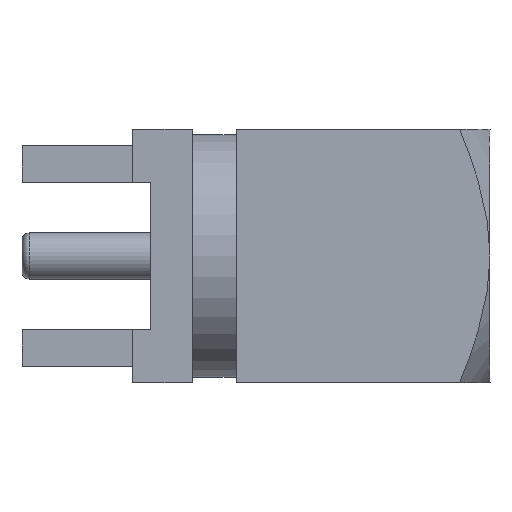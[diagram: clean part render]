
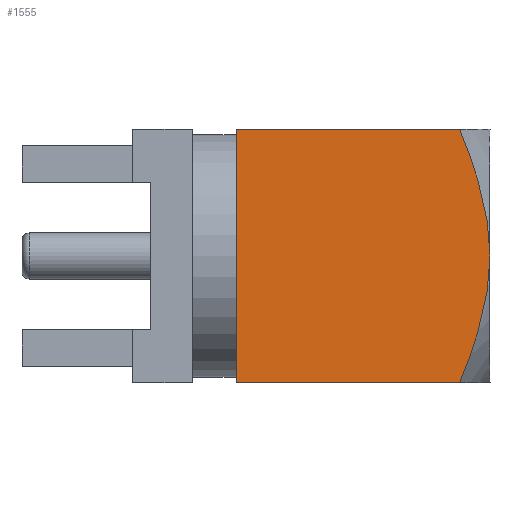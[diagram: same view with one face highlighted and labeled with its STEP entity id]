
A CAD part, left-side view. The second image highlights one B-rep face of the part: STEP entity #1555.
In plain terms, the highlighted planar face has unit normal (-1, 0, 0).
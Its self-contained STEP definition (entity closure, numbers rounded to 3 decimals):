
#34=(
BOUNDED_CURVE()
B_SPLINE_CURVE(2,(#3394,#3395,#3396),.UNSPECIFIED.,.F.,.F.)
B_SPLINE_CURVE_WITH_KNOTS((3,3),(0.924,1.879),
 .UNSPECIFIED.)
CURVE()
GEOMETRIC_REPRESENTATION_ITEM()
RATIONAL_B_SPLINE_CURVE((2.468,2.979,2.979))
REPRESENTATION_ITEM('')
);
#35=(
BOUNDED_CURVE()
B_SPLINE_CURVE(2,(#3398,#3399,#3400),.UNSPECIFIED.,.F.,.F.)
B_SPLINE_CURVE_WITH_KNOTS((3,3),(1.879,2.834),
 .UNSPECIFIED.)
CURVE()
GEOMETRIC_REPRESENTATION_ITEM()
RATIONAL_B_SPLINE_CURVE((2.979,2.979,2.468))
REPRESENTATION_ITEM('')
);
#61=PLANE('',#1706);
#153=FACE_OUTER_BOUND('',#242,.T.);
#242=EDGE_LOOP('',(#1242,#1243,#1244,#1245,#1246));
#464=LINE('',#3392,#596);
#465=LINE('',#3402,#597);
#466=LINE('',#3403,#598);
#596=VECTOR('',#2012,1000.);
#597=VECTOR('',#2013,1000.);
#598=VECTOR('',#2014,1000.);
#771=VERTEX_POINT('',#3390);
#772=VERTEX_POINT('',#3391);
#773=VERTEX_POINT('',#3393);
#774=VERTEX_POINT('',#3397);
#775=VERTEX_POINT('',#3401);
#960=EDGE_CURVE('',#771,#772,#464,.T.);
#961=EDGE_CURVE('',#772,#773,#34,.T.);
#962=EDGE_CURVE('',#773,#774,#35,.T.);
#963=EDGE_CURVE('',#774,#775,#465,.T.);
#964=EDGE_CURVE('',#775,#771,#466,.T.);
#1242=ORIENTED_EDGE('',*,*,#960,.T.);
#1243=ORIENTED_EDGE('',*,*,#961,.T.);
#1244=ORIENTED_EDGE('',*,*,#962,.T.);
#1245=ORIENTED_EDGE('',*,*,#963,.T.);
#1246=ORIENTED_EDGE('',*,*,#964,.T.);
#1555=ADVANCED_FACE('',(#153),#61,.T.);
#1706=AXIS2_PLACEMENT_3D('',#3389,#2010,#2011);
#2010=DIRECTION('center_axis',(-1.,0.,0.));
#2011=DIRECTION('ref_axis',(0.,0.,1.));
#2012=DIRECTION('',(0.,-1.,0.));
#2013=DIRECTION('',(0.,1.,0.));
#2014=DIRECTION('',(0.,0.,-1.));
#3389=CARTESIAN_POINT('Origin',(-3.5,-3.5,-3.5));
#3390=CARTESIAN_POINT('',(-3.5,3.5,-3.5));
#3391=CARTESIAN_POINT('',(-3.5,-2.663,-3.5));
#3392=CARTESIAN_POINT('',(-3.5,-3.5,-3.5));
#3393=CARTESIAN_POINT('',(-3.5,-3.5,0.));
#3394=CARTESIAN_POINT('Ctrl Pts',(-3.5,-2.663,-3.5));
#3395=CARTESIAN_POINT('Ctrl Pts',(-3.5,-3.5,-1.45));
#3396=CARTESIAN_POINT('Ctrl Pts',(-3.5,-3.5,0.));
#3397=CARTESIAN_POINT('',(-3.5,-2.663,3.5));
#3398=CARTESIAN_POINT('Ctrl Pts',(-3.5,-3.5,0.));
#3399=CARTESIAN_POINT('Ctrl Pts',(-3.5,-3.5,1.45));
#3400=CARTESIAN_POINT('Ctrl Pts',(-3.5,-2.663,3.5));
#3401=CARTESIAN_POINT('',(-3.5,3.5,3.5));
#3402=CARTESIAN_POINT('',(-3.5,-3.5,3.5));
#3403=CARTESIAN_POINT('',(-3.5,3.5,-3.5));
